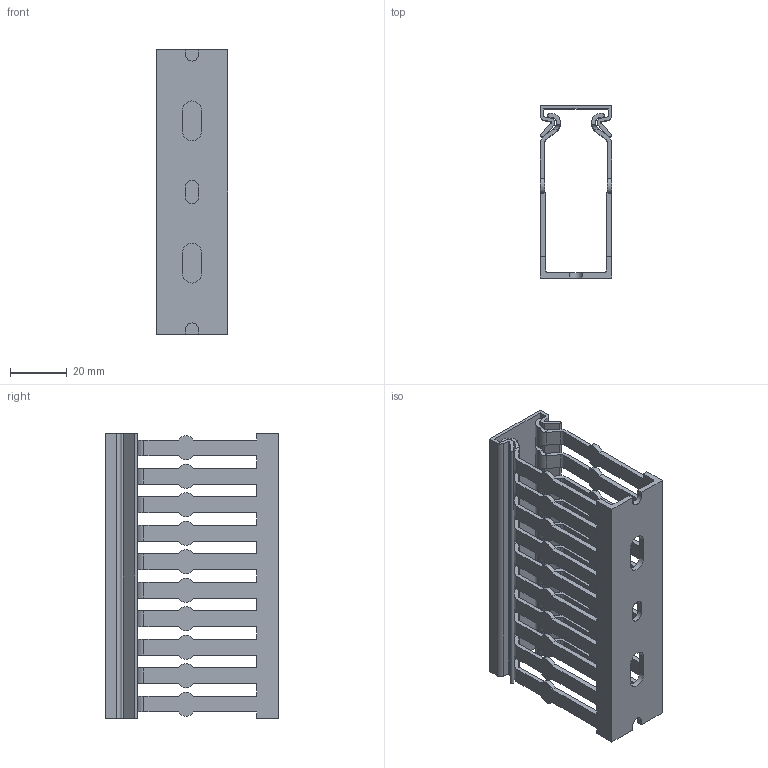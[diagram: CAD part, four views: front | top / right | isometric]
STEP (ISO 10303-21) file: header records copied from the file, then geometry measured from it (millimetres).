
FILE_DESCRIPTION(/* description */ ('F2000 B25xH60'),/* implementation_level */ '2;1');
FILE_NAME(/* name */ '17844.6_VK_HF_25X60_LG.stp',/* time_stamp */ '2020-07-01T11:29:07+02:00',/* author */ ('freichenberger'),/* organization */ (''),/* preprocessor_version */ 'ST-DEVELOPER v18.1',/* originating_system */ 'Autodesk Inventor 2020',/* authorisation */ '');
FILE_SCHEMA (('AUTOMOTIVE_DESIGN { 1 0 10303 214 3 1 1 }'));
Length unit declared in the file: millimetre
Products named in the file (3): 7319-1; 7319-1 / 7369-1; 5509-1 / 5519-1
Assembly tree (2 placements, depth 2):
  7319-1
    7319-1 / 7369-1
    5509-1 / 5519-1
Bounding box: 25 x 60.61 x 100 mm (x, y, z)
Volume: 23106.5 mm3; surface area: 35000.3 mm2
Topology: 2 solids, 2 shells, 566 faces, 1646 edges, 1084 vertices
Faces by surface type: plane 324, cylinder 242
Entity records: 19471 total; most frequent: CARTESIAN_POINT 4101, ORIENTED_EDGE 3292, DIRECTION 3192, EDGE_CURVE 1646, VERTEX_POINT 1084, LINE 1082, VECTOR 1082, AXIS2_PLACEMENT_3D 1055
